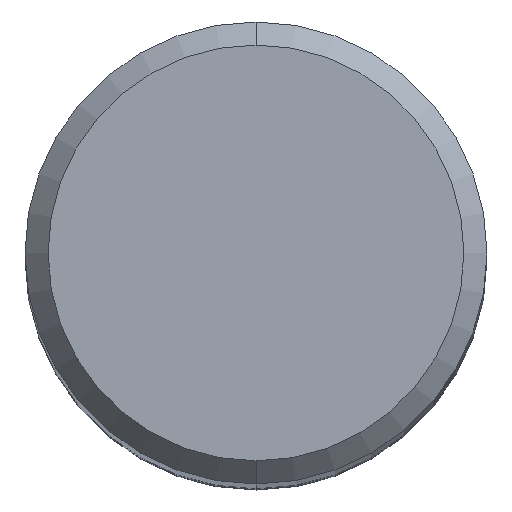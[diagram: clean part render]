
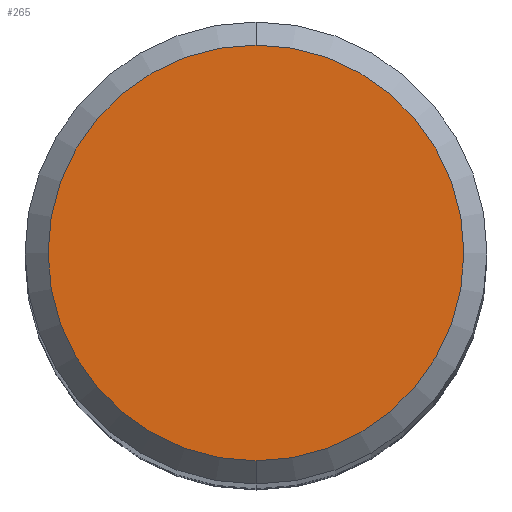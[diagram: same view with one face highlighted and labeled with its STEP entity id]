
A CAD part, top view. The second image highlights one B-rep face of the part: STEP entity #265.
In plain terms, the highlighted planar face has unit normal (0, 0, 1).
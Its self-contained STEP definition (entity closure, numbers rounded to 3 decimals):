
#231=VERTEX_POINT('',#541);
#247=EDGE_CURVE('',#331,#231,#559,.T.);
#265=ADVANCED_FACE('',(#583),#584,.T.);
#317=EDGE_CURVE('',#231,#331,#638,.T.);
#331=VERTEX_POINT('',#654);
#541=CARTESIAN_POINT('',(0.0,4.5,0.0));
#559=CIRCLE('',#1004,4.5);
#583=FACE_OUTER_BOUND('',#1031,.T.);
#584=PLANE('',#1032);
#638=CIRCLE('',#1158,4.5);
#654=CARTESIAN_POINT('',(0.,-4.5,0.0));
#1004=AXIS2_PLACEMENT_3D('',#1565,#1566,#1567);
#1031=EDGE_LOOP('',(#1622,#1623));
#1032=AXIS2_PLACEMENT_3D('',#1624,#1625,#1626);
#1158=AXIS2_PLACEMENT_3D('',#1657,#1658,#1659);
#1565=CARTESIAN_POINT('',(0.0,0.0,0.0));
#1566=DIRECTION('',(0.0,0.0,-1.0));
#1567=DIRECTION('',(0.0,1.0,0.0));
#1622=ORIENTED_EDGE('',*,*,#317,.F.);
#1623=ORIENTED_EDGE('',*,*,#247,.F.);
#1624=CARTESIAN_POINT('',(0.0,2.25,0.0));
#1625=DIRECTION('',(-0.0,0.0,1.0));
#1626=DIRECTION('',(0.0,-1.0,0.0));
#1657=CARTESIAN_POINT('',(0.0,0.0,0.0));
#1658=DIRECTION('',(0.0,0.0,-1.0));
#1659=DIRECTION('',(0.0,1.0,0.0));
